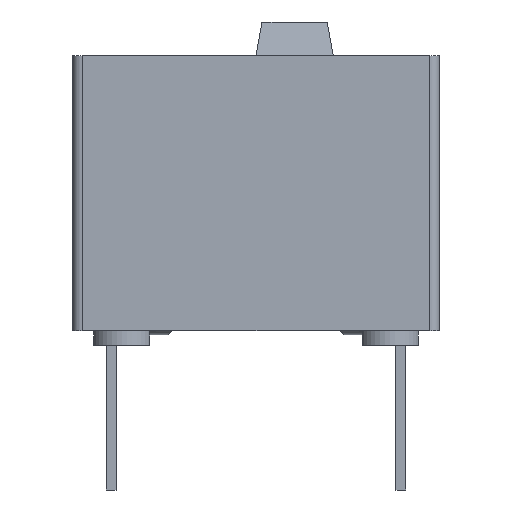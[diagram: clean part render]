
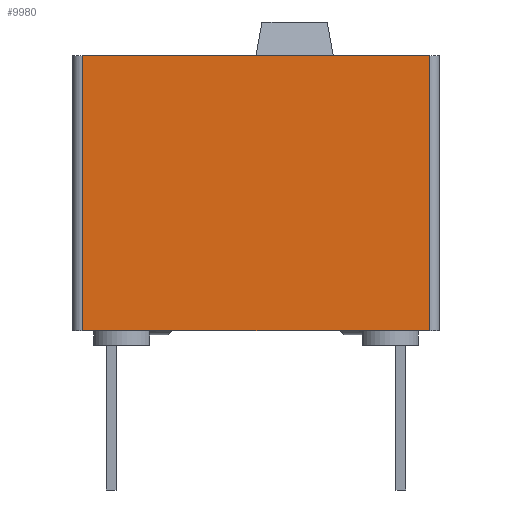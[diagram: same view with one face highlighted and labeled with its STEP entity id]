
A CAD part, left-side view. The second image highlights one B-rep face of the part: STEP entity #9980.
In plain terms, the highlighted planar face has unit normal (-1, 0, 0).
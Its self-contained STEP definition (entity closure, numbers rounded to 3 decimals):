
#148 = VERTEX_POINT ( 'NONE', #5645 ) ;
#274 = AXIS2_PLACEMENT_3D ( 'NONE', #1461, #13540, #11450 ) ;
#1461 = CARTESIAN_POINT ( 'NONE',  ( 0., -0.25, -7.239 ) ) ;
#1626 = ORIENTED_EDGE ( 'NONE', *, *, #12190, .T. ) ;
#2014 = EDGE_LOOP ( 'NONE', ( #4922, #9629, #7572, #8720, #1626, #11253 ) ) ;
#2208 = VERTEX_POINT ( 'NONE', #12901 ) ;
#2301 = LINE ( 'NONE', #3230, #9371 ) ;
#2303 = CARTESIAN_POINT ( 'NONE',  ( 0., -9.402, 0. ) ) ;
#2431 = CARTESIAN_POINT ( 'NONE',  ( 0., -0.25, 0. ) ) ;
#2532 = VECTOR ( 'NONE', #2813, 1000. ) ;
#2813 = DIRECTION ( 'NONE',  ( 0., 0., 1. ) ) ;
#2956 = CARTESIAN_POINT ( 'NONE',  ( 0., -9.402, -7.239 ) ) ;
#3098 = CARTESIAN_POINT ( 'NONE',  ( 0., -8.357, -7.239 ) ) ;
#3230 = CARTESIAN_POINT ( 'NONE',  ( 0., -0.25, -7.239 ) ) ;
#4443 = DIRECTION ( 'NONE',  ( 0., 0., 1. ) ) ;
#4674 = VERTEX_POINT ( 'NONE', #14016 ) ;
#4922 = ORIENTED_EDGE ( 'NONE', *, *, #9259, .F. ) ;
#5645 = CARTESIAN_POINT ( 'NONE',  ( 0., -0.25, 0. ) ) ;
#5738 = LINE ( 'NONE', #5806, #8889 ) ;
#5806 = CARTESIAN_POINT ( 'NONE',  ( 0., -0.25, -7.239 ) ) ;
#6402 = EDGE_CURVE ( 'NONE', #2208, #9895, #13968, .T. ) ;
#6469 = CARTESIAN_POINT ( 'NONE',  ( 0., -0.25, -7.239 ) ) ;
#6794 = DIRECTION ( 'NONE',  ( 0., -1., 0. ) ) ;
#7093 = FACE_OUTER_BOUND ( 'NONE', #2014, .T. ) ;
#7378 = EDGE_CURVE ( 'NONE', #11651, #2208, #5738, .T. ) ;
#7572 = ORIENTED_EDGE ( 'NONE', *, *, #7378, .T. ) ;
#8218 = VECTOR ( 'NONE', #12894, 1000. ) ;
#8333 = VERTEX_POINT ( 'NONE', #2303 ) ;
#8720 = ORIENTED_EDGE ( 'NONE', *, *, #6402, .T. ) ;
#8859 = CARTESIAN_POINT ( 'NONE',  ( 0., -0.25, -7.239 ) ) ;
#8889 = VECTOR ( 'NONE', #11085, 1000. ) ;
#9044 = EDGE_CURVE ( 'NONE', #4674, #8333, #10550, .T. ) ;
#9259 = EDGE_CURVE ( 'NONE', #148, #8333, #11837, .T. ) ;
#9371 = VECTOR ( 'NONE', #4443, 1000. ) ;
#9624 = VECTOR ( 'NONE', #6794, 1000. ) ;
#9629 = ORIENTED_EDGE ( 'NONE', *, *, #10057, .F. ) ;
#9895 = VERTEX_POINT ( 'NONE', #3098 ) ;
#9980 = ADVANCED_FACE ( 'NONE', ( #7093 ), #12244, .T. ) ;
#10057 = EDGE_CURVE ( 'NONE', #11651, #148, #2301, .T. ) ;
#10550 = LINE ( 'NONE', #2956, #2532 ) ;
#11085 = DIRECTION ( 'NONE',  ( 0., -1., 0. ) ) ;
#11201 = DIRECTION ( 'NONE',  ( 0., -1., 0. ) ) ;
#11253 = ORIENTED_EDGE ( 'NONE', *, *, #9044, .T. ) ;
#11273 = LINE ( 'NONE', #8859, #13838 ) ;
#11450 = DIRECTION ( 'NONE',  ( 0., -1., 0. ) ) ;
#11593 = CARTESIAN_POINT ( 'NONE',  ( 0., -0.25, -7.239 ) ) ;
#11651 = VERTEX_POINT ( 'NONE', #6469 ) ;
#11837 = LINE ( 'NONE', #2431, #9624 ) ;
#12190 = EDGE_CURVE ( 'NONE', #9895, #4674, #11273, .T. ) ;
#12244 = PLANE ( 'NONE',  #274 ) ;
#12894 = DIRECTION ( 'NONE',  ( 0., -1., 0. ) ) ;
#12901 = CARTESIAN_POINT ( 'NONE',  ( 0., -1.295, -7.239 ) ) ;
#13540 = DIRECTION ( 'NONE',  ( -1., 0., 0. ) ) ;
#13838 = VECTOR ( 'NONE', #11201, 1000. ) ;
#13968 = LINE ( 'NONE', #11593, #8218 ) ;
#14016 = CARTESIAN_POINT ( 'NONE',  ( 0., -9.402, -7.239 ) ) ;
